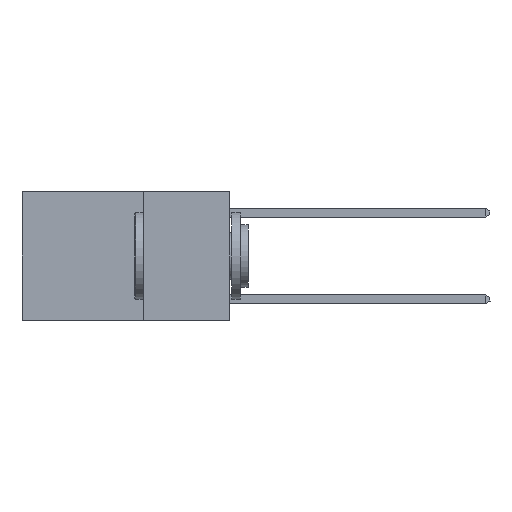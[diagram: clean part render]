
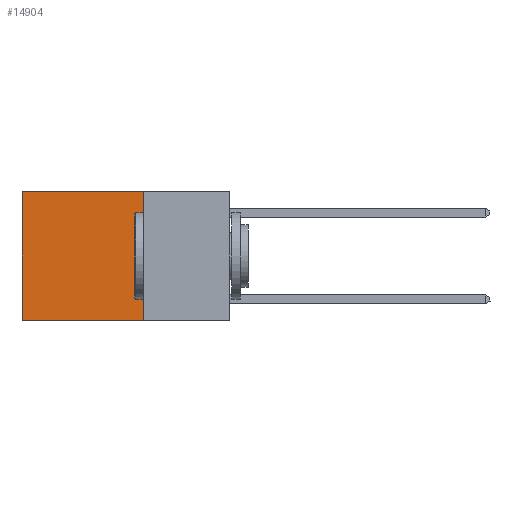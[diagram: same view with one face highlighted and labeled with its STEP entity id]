
A CAD part, left-side view. The second image highlights one B-rep face of the part: STEP entity #14904.
In plain terms, the highlighted planar face has unit normal (-1, 0, 0).
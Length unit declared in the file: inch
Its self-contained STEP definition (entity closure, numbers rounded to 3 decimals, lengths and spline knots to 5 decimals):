
#139 = CARTESIAN_POINT ( 'NONE',  ( 0.2625, 0.6, -0.37 ) ) ;
#1821 = VERTEX_POINT ( 'NONE', #18027 ) ;
#2499 = VERTEX_POINT ( 'NONE', #18437 ) ;
#3704 = ORIENTED_EDGE ( 'NONE', *, *, #8599, .F. ) ;
#3864 = FACE_OUTER_BOUND ( 'NONE', #20472, .T. ) ;
#4145 = CARTESIAN_POINT ( 'NONE',  ( 0.2625, 0.25, 0. ) ) ;
#4665 = EDGE_CURVE ( 'NONE', #13105, #1821, #8768, .T. ) ;
#5144 = EDGE_CURVE ( 'NONE', #13105, #2499, #19647, .T. ) ;
#5809 = VERTEX_POINT ( 'NONE', #139 ) ;
#5829 = DIRECTION ( 'NONE',  ( 1., 0., 0. ) ) ;
#6625 = VECTOR ( 'NONE', #6729, 39.37008 ) ;
#6674 = VECTOR ( 'NONE', #20284, 39.37008 ) ;
#6729 = DIRECTION ( 'NONE',  ( 0., 1., 0. ) ) ;
#7371 = DIRECTION ( 'NONE',  ( 0., 0., -1. ) ) ;
#8530 = ORIENTED_EDGE ( 'NONE', *, *, #13731, .T. ) ;
#8599 = EDGE_CURVE ( 'NONE', #1821, #5809, #18719, .T. ) ;
#8768 = LINE ( 'NONE', #4145, #18585 ) ;
#9846 = ORIENTED_EDGE ( 'NONE', *, *, #5144, .T. ) ;
#12096 = CARTESIAN_POINT ( 'NONE',  ( 0.2625, 0.25, 0. ) ) ;
#12189 = CARTESIAN_POINT ( 'NONE',  ( 0.2625, 0.25, 0. ) ) ;
#12219 = DIRECTION ( 'NONE',  ( 0., 0., -1. ) ) ;
#13105 = VERTEX_POINT ( 'NONE', #15132 ) ;
#13731 = EDGE_CURVE ( 'NONE', #2499, #5809, #19536, .T. ) ;
#14872 = CARTESIAN_POINT ( 'NONE',  ( 0.2625, 0.25, -0.37 ) ) ;
#14904 = ADVANCED_FACE ( 'NONE', ( #3864 ), #15469, .F. ) ;
#15132 = CARTESIAN_POINT ( 'NONE',  ( 0.2625, 0.25, 0. ) ) ;
#15336 = VECTOR ( 'NONE', #20592, 39.37008 ) ;
#15469 = PLANE ( 'NONE',  #15890 ) ;
#15890 = AXIS2_PLACEMENT_3D ( 'NONE', #12096, #5829, #7371 ) ;
#17012 = CARTESIAN_POINT ( 'NONE',  ( 0.2625, 0.6, 0. ) ) ;
#18027 = CARTESIAN_POINT ( 'NONE',  ( 0.2625, 0.25, -0.37 ) ) ;
#18437 = CARTESIAN_POINT ( 'NONE',  ( 0.2625, 0.6, 0. ) ) ;
#18585 = VECTOR ( 'NONE', #12219, 39.37008 ) ;
#18719 = LINE ( 'NONE', #14872, #6625 ) ;
#19054 = ORIENTED_EDGE ( 'NONE', *, *, #4665, .F. ) ;
#19536 = LINE ( 'NONE', #17012, #6674 ) ;
#19647 = LINE ( 'NONE', #12189, #15336 ) ;
#20284 = DIRECTION ( 'NONE',  ( 0., 0., -1. ) ) ;
#20472 = EDGE_LOOP ( 'NONE', ( #8530, #3704, #19054, #9846 ) ) ;
#20592 = DIRECTION ( 'NONE',  ( 0., 1., 0. ) ) ;
